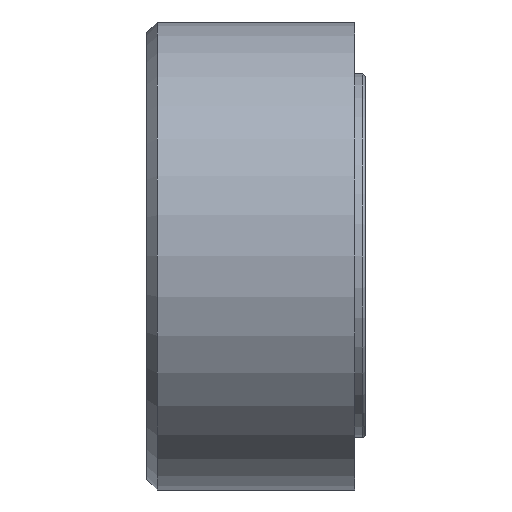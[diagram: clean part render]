
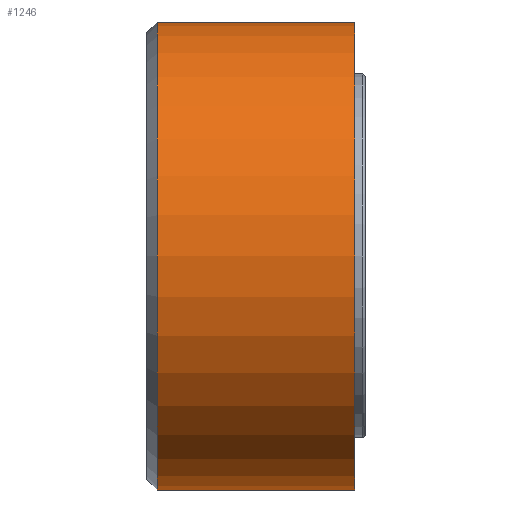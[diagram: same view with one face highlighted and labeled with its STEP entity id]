
A CAD part, left-side view. The second image highlights one B-rep face of the part: STEP entity #1246.
In plain terms, the highlighted cylindrical face has radius 22.5 mm (diameter 45 mm), a partial arc.
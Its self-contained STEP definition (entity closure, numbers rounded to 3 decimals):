
#168=CARTESIAN_POINT('',(-35.5,17.0,-22.5));
#169=VERTEX_POINT('',#168);
#221=CARTESIAN_POINT('',(-35.5,17.0,22.5));
#222=VERTEX_POINT('',#221);
#239=CARTESIAN_POINT('',(-35.5,17.0,0.));
#240=DIRECTION('',(0.0,1.0,0.0));
#241=DIRECTION('',(0.0,0.0,1.0));
#242=AXIS2_PLACEMENT_3D('',#239,#240,#241);
#243=CIRCLE('',#242,22.5);
#244=EDGE_CURVE('',#169,#222,#243,.T.);
#1168=CARTESIAN_POINT('',(-35.5,-2.,22.5));
#1169=VERTEX_POINT('',#1168);
#1176=CARTESIAN_POINT('',(-35.5,-2.,-22.5));
#1177=VERTEX_POINT('',#1176);
#1178=CARTESIAN_POINT('',(-35.5,-2.,0.));
#1179=DIRECTION('',(0.0,1.0,0.0));
#1180=DIRECTION('',(0.0,0.0,1.0));
#1181=AXIS2_PLACEMENT_3D('',#1178,#1179,#1180);
#1182=CIRCLE('',#1181,22.5);
#1183=EDGE_CURVE('',#1177,#1169,#1182,.T.);
#1203=CARTESIAN_POINT('',(-35.5,17.0,22.5));
#1204=DIRECTION('',(0.0,-1.0,0.0));
#1205=VECTOR('',#1204,19.0);
#1206=LINE('',#1203,#1205);
#1207=EDGE_CURVE('',#222,#1169,#1206,.T.);
#1225=CARTESIAN_POINT('',(-35.5,17.0,-22.5));
#1226=DIRECTION('',(0.0,-1.0,0.0));
#1227=VECTOR('',#1226,19.0);
#1228=LINE('',#1225,#1227);
#1229=EDGE_CURVE('',#169,#1177,#1228,.T.);
#1235=CARTESIAN_POINT('',(-35.5,18.0,0.));
#1236=DIRECTION('',(0.0,-1.0,0.0));
#1237=DIRECTION('',(0.0,0.0,1.0));
#1238=AXIS2_PLACEMENT_3D('',#1235,#1236,#1237);
#1239=CYLINDRICAL_SURFACE('',#1238,22.5);
#1240=ORIENTED_EDGE('',*,*,#244,.F.);
#1241=ORIENTED_EDGE('',*,*,#1229,.T.);
#1242=ORIENTED_EDGE('',*,*,#1183,.T.);
#1243=ORIENTED_EDGE('',*,*,#1207,.F.);
#1244=EDGE_LOOP('',(#1240,#1241,#1242,#1243));
#1245=FACE_OUTER_BOUND('',#1244,.T.);
#1246=ADVANCED_FACE('',(#1245),#1239,.T.);
